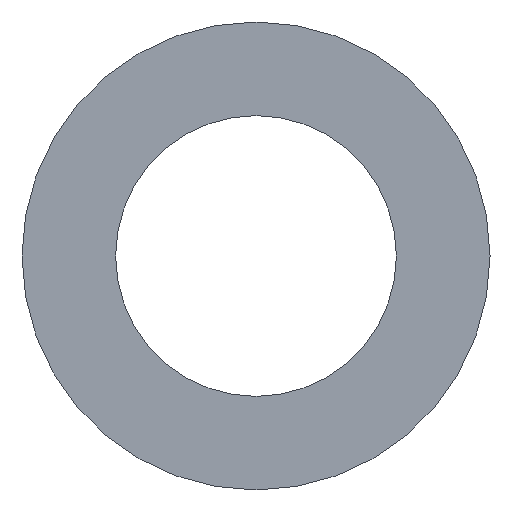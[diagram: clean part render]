
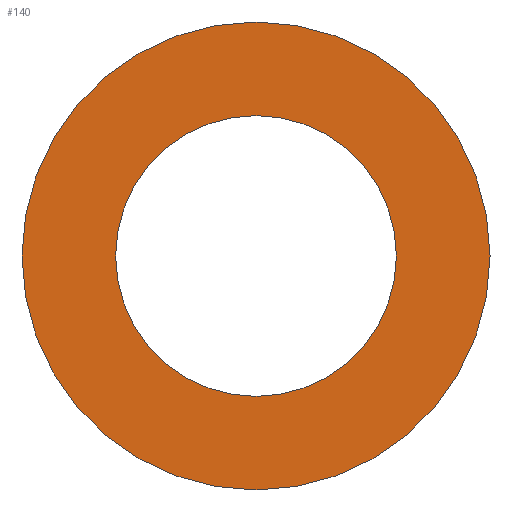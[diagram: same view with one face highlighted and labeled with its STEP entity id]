
A CAD part, front view. The second image highlights one B-rep face of the part: STEP entity #140.
In plain terms, the highlighted planar face has unit normal (0, -1, 0).
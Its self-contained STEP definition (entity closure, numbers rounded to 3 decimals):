
#13 = VERTEX_POINT ( 'NONE', #129 ) ;
#20 = DIRECTION ( 'NONE',  ( -1., 0., 0. ) ) ;
#21 = DIRECTION ( 'NONE',  ( 1., 0., 0. ) ) ;
#32 = VERTEX_POINT ( 'NONE', #148 ) ;
#45 = ORIENTED_EDGE ( 'NONE', *, *, #82, .F. ) ;
#46 = AXIS2_PLACEMENT_3D ( 'NONE', #156, #151, #115 ) ;
#56 = CARTESIAN_POINT ( 'NONE',  ( 0., 43., 85. ) ) ;
#66 = EDGE_LOOP ( 'NONE', ( #45, #201 ) ) ;
#77 = AXIS2_PLACEMENT_3D ( 'NONE', #184, #95, #93 ) ;
#82 = EDGE_CURVE ( 'NONE', #13, #239, #88, .T. ) ;
#88 = CIRCLE ( 'NONE', #77, 25. ) ;
#91 = AXIS2_PLACEMENT_3D ( 'NONE', #227, #134, #20 ) ;
#93 = DIRECTION ( 'NONE',  ( 1., 0., 0. ) ) ;
#95 = DIRECTION ( 'NONE',  ( 0., 1., 0. ) ) ;
#98 = PLANE ( 'NONE',  #159 ) ;
#99 = CARTESIAN_POINT ( 'NONE',  ( 0., 43., 75. ) ) ;
#101 = DIRECTION ( 'NONE',  ( 0., -1., 0. ) ) ;
#102 = AXIS2_PLACEMENT_3D ( 'NONE', #231, #187, #21 ) ;
#115 = DIRECTION ( 'NONE',  ( -1., 0., 0. ) ) ;
#129 = CARTESIAN_POINT ( 'NONE',  ( 0., 43., 35. ) ) ;
#134 = DIRECTION ( 'NONE',  ( 0., 1., 0. ) ) ;
#140 = ADVANCED_FACE ( 'NONE', ( #245, #229 ), #98, .T. ) ;
#147 = EDGE_CURVE ( 'NONE', #241, #32, #161, .T. ) ;
#148 = CARTESIAN_POINT ( 'NONE',  ( 0., 43., 45. ) ) ;
#151 = DIRECTION ( 'NONE',  ( 0., 1., 0. ) ) ;
#155 = DIRECTION ( 'NONE',  ( 0., 0., -1. ) ) ;
#156 = CARTESIAN_POINT ( 'NONE',  ( 0., 43., 60. ) ) ;
#157 = CIRCLE ( 'NONE', #91, 15. ) ;
#159 = AXIS2_PLACEMENT_3D ( 'NONE', #190, #101, #155 ) ;
#161 = CIRCLE ( 'NONE', #46, 15. ) ;
#176 = ORIENTED_EDGE ( 'NONE', *, *, #216, .T. ) ;
#180 = EDGE_CURVE ( 'NONE', #239, #13, #217, .T. ) ;
#184 = CARTESIAN_POINT ( 'NONE',  ( 0., 43., 60. ) ) ;
#187 = DIRECTION ( 'NONE',  ( 0., 1., 0. ) ) ;
#190 = CARTESIAN_POINT ( 'NONE',  ( 30.12, 43., 29.88 ) ) ;
#201 = ORIENTED_EDGE ( 'NONE', *, *, #180, .F. ) ;
#202 = EDGE_LOOP ( 'NONE', ( #176, #215 ) ) ;
#215 = ORIENTED_EDGE ( 'NONE', *, *, #147, .T. ) ;
#216 = EDGE_CURVE ( 'NONE', #32, #241, #157, .T. ) ;
#217 = CIRCLE ( 'NONE', #102, 25. ) ;
#227 = CARTESIAN_POINT ( 'NONE',  ( 0., 43., 60. ) ) ;
#229 = FACE_OUTER_BOUND ( 'NONE', #66, .T. ) ;
#231 = CARTESIAN_POINT ( 'NONE',  ( 0., 43., 60. ) ) ;
#239 = VERTEX_POINT ( 'NONE', #56 ) ;
#241 = VERTEX_POINT ( 'NONE', #99 ) ;
#245 = FACE_BOUND ( 'NONE', #202, .T. ) ;
